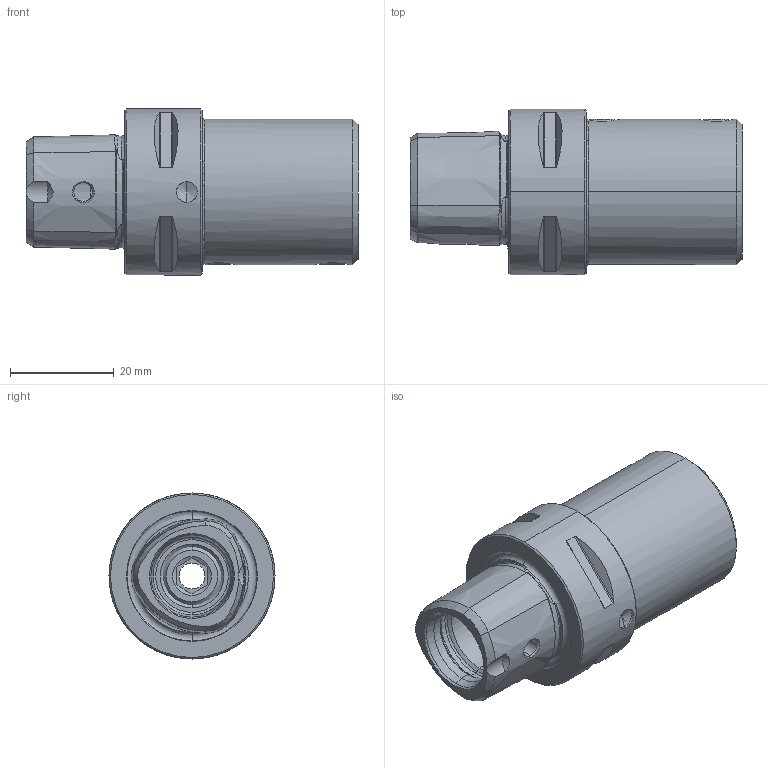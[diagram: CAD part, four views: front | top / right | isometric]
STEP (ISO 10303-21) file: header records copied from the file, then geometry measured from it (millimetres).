
FILE_DESCRIPTION (( 'STEP AP214' ), '1' );
FILE_NAME ('PS3.B10.So1.045.STEP', '2019-05-07T07:16:37', ( '' ), ( '' ), 'SwSTEP 2.0', 'SolidWorks 2017', '' );
FILE_SCHEMA (( 'AUTOMOTIVE_DESIGN' ));
Length unit declared in the file: millimetre
Products named in the file (10): ISO 4026 - M6 x 8; PS3-B10.So1.045_A; ER1.PS3.012.011_A; PS3.B10.So1.045
Assembly tree (6 placements, depth 2):
  ISO 4026 - M6 x 8
  PS3-B10.So1.045_A
  ER1.PS3.012.011_A
  PS3.B10.So1.045
    PS3-B10.So1.045_A
    ISO 4026 - M6 x 8  x4
    ER1.PS3.012.011_A
  ISO 4026 - M6 x 8
Bounding box: 64 x 32 x 32 mm (x, y, z)
Volume: 31303.7 mm3; surface area: 11145.5 mm2
Topology: 6 solids, 6 shells, 244 faces, 568 edges, 340 vertices
Faces by surface type: cone 81, plane 66, cylinder 57, torus 40
Entity records: 7110 total; most frequent: CARTESIAN_POINT 2223, DIRECTION 964, ORIENTED_EDGE 940, EDGE_CURVE 470, AXIS2_PLACEMENT_3D 401, VERTEX_POINT 280, EDGE_LOOP 216, ADVANCED_FACE 199
